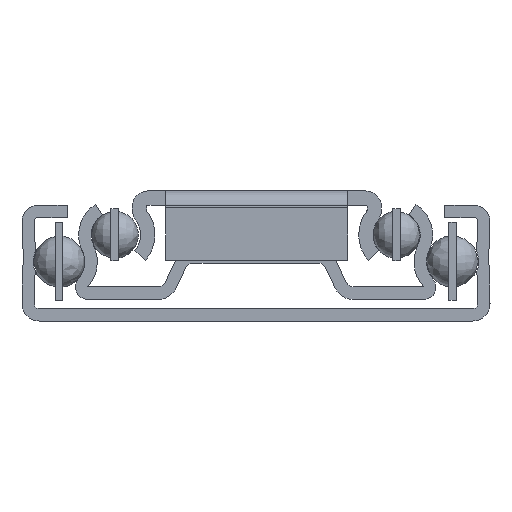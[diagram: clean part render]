
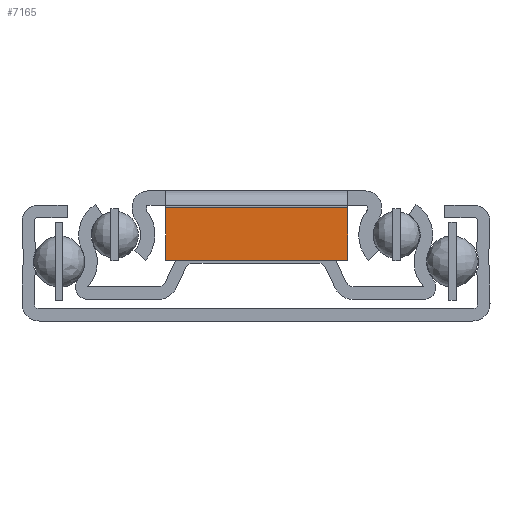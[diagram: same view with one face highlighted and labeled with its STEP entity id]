
A CAD part, left-side view. The second image highlights one B-rep face of the part: STEP entity #7165.
In plain terms, the highlighted planar face has unit normal (-1, 0, 0).
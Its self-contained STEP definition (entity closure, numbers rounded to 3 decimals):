
#587 = VERTEX_POINT ( 'NONE', #4241 ) ;
#685 = CARTESIAN_POINT ( 'NONE',  ( -758.063, 8.89, 5.664 ) ) ;
#1740 = DIRECTION ( 'NONE',  ( 0., 0., -1. ) ) ;
#2216 = EDGE_CURVE ( 'NONE', #9051, #587, #3265, .T. ) ;
#2634 = CARTESIAN_POINT ( 'NONE',  ( -758.063, 0., 0. ) ) ;
#2729 = ORIENTED_EDGE ( 'NONE', *, *, #2216, .T. ) ;
#2897 = VERTEX_POINT ( 'NONE', #7274 ) ;
#2995 = CARTESIAN_POINT ( 'NONE',  ( -758.063, 8.89, 0.304 ) ) ;
#3178 = VECTOR ( 'NONE', #7005, 1000. ) ;
#3265 = LINE ( 'NONE', #3501, #6042 ) ;
#3501 = CARTESIAN_POINT ( 'NONE',  ( -758.063, 0., 5.41 ) ) ;
#3843 = CARTESIAN_POINT ( 'NONE',  ( -758.063, -8.89, 7.061 ) ) ;
#4241 = CARTESIAN_POINT ( 'NONE',  ( -758.063, 8.89, 5.41 ) ) ;
#4754 = DIRECTION ( 'NONE',  ( 0., 0., -1. ) ) ;
#4838 = DIRECTION ( 'NONE',  ( 0., 1., 0. ) ) ;
#5864 = LINE ( 'NONE', #685, #11122 ) ;
#6042 = VECTOR ( 'NONE', #4838, 1000. ) ;
#6128 = AXIS2_PLACEMENT_3D ( 'NONE', #2634, #11019, #4754 ) ;
#6345 = EDGE_CURVE ( 'NONE', #2897, #9051, #11214, .T. ) ;
#6877 = VECTOR ( 'NONE', #8224, 1000. ) ;
#7005 = DIRECTION ( 'NONE',  ( 0., 0., 1. ) ) ;
#7165 = ADVANCED_FACE ( 'NONE', ( #11698 ), #7762, .F. ) ;
#7180 = EDGE_LOOP ( 'NONE', ( #7654, #2729, #11104, #8655 ) ) ;
#7274 = CARTESIAN_POINT ( 'NONE',  ( -758.063, -8.89, 0.304 ) ) ;
#7654 = ORIENTED_EDGE ( 'NONE', *, *, #6345, .T. ) ;
#7762 = PLANE ( 'NONE',  #6128 ) ;
#8224 = DIRECTION ( 'NONE',  ( 0., 1., 0. ) ) ;
#8655 = ORIENTED_EDGE ( 'NONE', *, *, #10928, .F. ) ;
#9051 = VERTEX_POINT ( 'NONE', #9209 ) ;
#9168 = VERTEX_POINT ( 'NONE', #9346 ) ;
#9209 = CARTESIAN_POINT ( 'NONE',  ( -758.063, -8.89, 5.41 ) ) ;
#9346 = CARTESIAN_POINT ( 'NONE',  ( -758.063, 8.89, 0.304 ) ) ;
#10928 = EDGE_CURVE ( 'NONE', #2897, #9168, #12816, .T. ) ;
#11019 = DIRECTION ( 'NONE',  ( 1., 0., 0. ) ) ;
#11104 = ORIENTED_EDGE ( 'NONE', *, *, #12532, .T. ) ;
#11122 = VECTOR ( 'NONE', #1740, 1000. ) ;
#11214 = LINE ( 'NONE', #3843, #3178 ) ;
#11698 = FACE_OUTER_BOUND ( 'NONE', #7180, .T. ) ;
#12532 = EDGE_CURVE ( 'NONE', #587, #9168, #5864, .T. ) ;
#12816 = LINE ( 'NONE', #2995, #6877 ) ;
